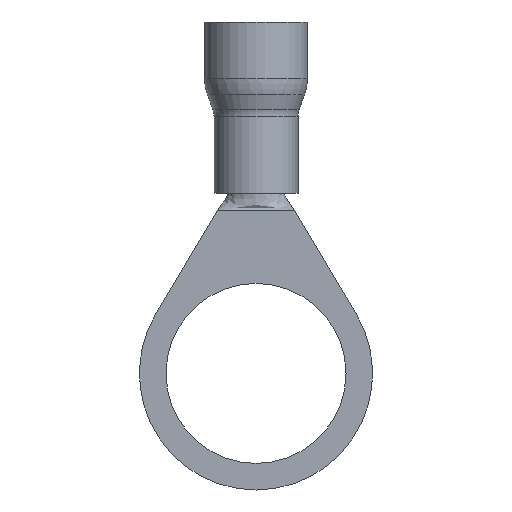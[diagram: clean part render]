
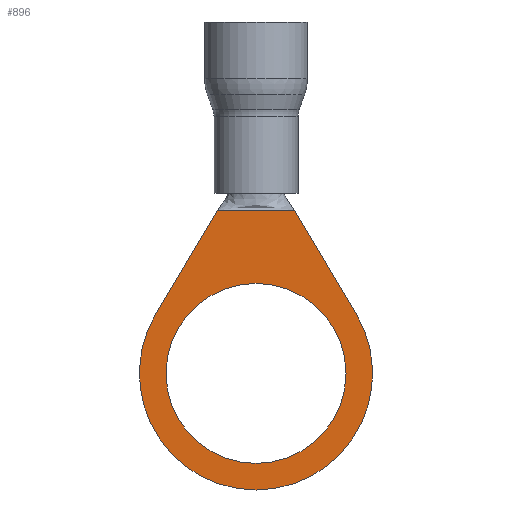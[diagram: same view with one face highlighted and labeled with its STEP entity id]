
A CAD part, front view. The second image highlights one B-rep face of the part: STEP entity #896.
In plain terms, the highlighted planar face has unit normal (0, -1, 0).
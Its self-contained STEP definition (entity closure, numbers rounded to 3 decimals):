
#88 = VECTOR ( 'NONE', #1821, 1000. ) ;
#92 = CARTESIAN_POINT ( 'NONE',  ( 2.247, 0., 9.5 ) ) ;
#97 = EDGE_CURVE ( 'NONE', #2377, #1694, #1863, .T. ) ;
#101 = DIRECTION ( 'NONE',  ( 0., 1., 0. ) ) ;
#127 = DIRECTION ( 'NONE',  ( 0., 0., 1. ) ) ;
#200 = CARTESIAN_POINT ( 'NONE',  ( -5.838, 0., 3.486 ) ) ;
#206 = AXIS2_PLACEMENT_3D ( 'NONE', #2041, #377, #949 ) ;
#217 = LINE ( 'NONE', #1691, #2077 ) ;
#252 = LINE ( 'NONE', #1128, #939 ) ;
#345 = DIRECTION ( 'NONE',  ( 0., 0., 1. ) ) ;
#377 = DIRECTION ( 'NONE',  ( 0., 1., 0. ) ) ;
#380 = DIRECTION ( 'NONE',  ( 0., 1., 0. ) ) ;
#382 = EDGE_LOOP ( 'NONE', ( #918, #2252 ) ) ;
#598 = VERTEX_POINT ( 'NONE', #200 ) ;
#600 = CARTESIAN_POINT ( 'NONE',  ( 0., 0., 5.25 ) ) ;
#614 = CARTESIAN_POINT ( 'NONE',  ( 5.838, 0., 3.486 ) ) ;
#676 = EDGE_LOOP ( 'NONE', ( #2240, #1365, #1782, #2108, #1588 ) ) ;
#701 = FACE_BOUND ( 'NONE', #382, .T. ) ;
#809 = AXIS2_PLACEMENT_3D ( 'NONE', #2338, #2299, #1923 ) ;
#866 = AXIS2_PLACEMENT_3D ( 'NONE', #1079, #380, #345 ) ;
#873 = DIRECTION ( 'NONE',  ( 0., 1., 0. ) ) ;
#896 = ADVANCED_FACE ( 'NONE', ( #2352, #701 ), #2160, .F. ) ;
#904 = AXIS2_PLACEMENT_3D ( 'NONE', #2341, #101, #127 ) ;
#918 = ORIENTED_EDGE ( 'NONE', *, *, #97, .T. ) ;
#939 = VECTOR ( 'NONE', #1901, 1000. ) ;
#940 = EDGE_CURVE ( 'NONE', #1694, #2377, #1689, .T. ) ;
#946 = VERTEX_POINT ( 'NONE', #1024 ) ;
#949 = DIRECTION ( 'NONE',  ( 0., 0., 1. ) ) ;
#1024 = CARTESIAN_POINT ( 'NONE',  ( -2.247, 0., 9.5 ) ) ;
#1074 = LINE ( 'NONE', #1431, #88 ) ;
#1079 = CARTESIAN_POINT ( 'NONE',  ( 0., 0., 0. ) ) ;
#1128 = CARTESIAN_POINT ( 'NONE',  ( 0., 0., 9.5 ) ) ;
#1208 = EDGE_CURVE ( 'NONE', #2361, #946, #252, .T. ) ;
#1232 = DIRECTION ( 'NONE',  ( 0., 0., 1. ) ) ;
#1291 = CIRCLE ( 'NONE', #866, 6.8 ) ;
#1365 = ORIENTED_EDGE ( 'NONE', *, *, #1208, .T. ) ;
#1407 = CARTESIAN_POINT ( 'NONE',  ( 0., 0., -5.25 ) ) ;
#1431 = CARTESIAN_POINT ( 'NONE',  ( -1.65, 0., 10.5 ) ) ;
#1441 = CARTESIAN_POINT ( 'NONE',  ( 0., 0., 0. ) ) ;
#1482 = EDGE_CURVE ( 'NONE', #2280, #598, #1291, .T. ) ;
#1588 = ORIENTED_EDGE ( 'NONE', *, *, #2183, .F. ) ;
#1658 = EDGE_CURVE ( 'NONE', #2361, #1686, #217, .T. ) ;
#1686 = VERTEX_POINT ( 'NONE', #614 ) ;
#1689 = CIRCLE ( 'NONE', #904, 5.25 ) ;
#1691 = CARTESIAN_POINT ( 'NONE',  ( 1.65, 0., 10.5 ) ) ;
#1694 = VERTEX_POINT ( 'NONE', #600 ) ;
#1782 = ORIENTED_EDGE ( 'NONE', *, *, #2074, .F. ) ;
#1786 = CIRCLE ( 'NONE', #206, 6.8 ) ;
#1821 = DIRECTION ( 'NONE',  ( 0.513, 0., 0.859 ) ) ;
#1863 = CIRCLE ( 'NONE', #809, 5.25 ) ;
#1901 = DIRECTION ( 'NONE',  ( -1., 0., 0. ) ) ;
#1923 = DIRECTION ( 'NONE',  ( 0., 0., 1. ) ) ;
#2041 = CARTESIAN_POINT ( 'NONE',  ( 0., 0., 0. ) ) ;
#2074 = EDGE_CURVE ( 'NONE', #598, #946, #1074, .T. ) ;
#2077 = VECTOR ( 'NONE', #2105, 1000. ) ;
#2105 = DIRECTION ( 'NONE',  ( 0.513, 0., -0.859 ) ) ;
#2108 = ORIENTED_EDGE ( 'NONE', *, *, #1482, .F. ) ;
#2115 = CARTESIAN_POINT ( 'NONE',  ( 0., 0., -6.8 ) ) ;
#2160 = PLANE ( 'NONE',  #2350 ) ;
#2183 = EDGE_CURVE ( 'NONE', #1686, #2280, #1786, .T. ) ;
#2240 = ORIENTED_EDGE ( 'NONE', *, *, #1658, .F. ) ;
#2252 = ORIENTED_EDGE ( 'NONE', *, *, #940, .T. ) ;
#2280 = VERTEX_POINT ( 'NONE', #2115 ) ;
#2299 = DIRECTION ( 'NONE',  ( 0., 1., 0. ) ) ;
#2338 = CARTESIAN_POINT ( 'NONE',  ( 0., 0., 0. ) ) ;
#2341 = CARTESIAN_POINT ( 'NONE',  ( 0., 0., 0. ) ) ;
#2350 = AXIS2_PLACEMENT_3D ( 'NONE', #1441, #873, #1232 ) ;
#2352 = FACE_OUTER_BOUND ( 'NONE', #676, .T. ) ;
#2361 = VERTEX_POINT ( 'NONE', #92 ) ;
#2377 = VERTEX_POINT ( 'NONE', #1407 ) ;
